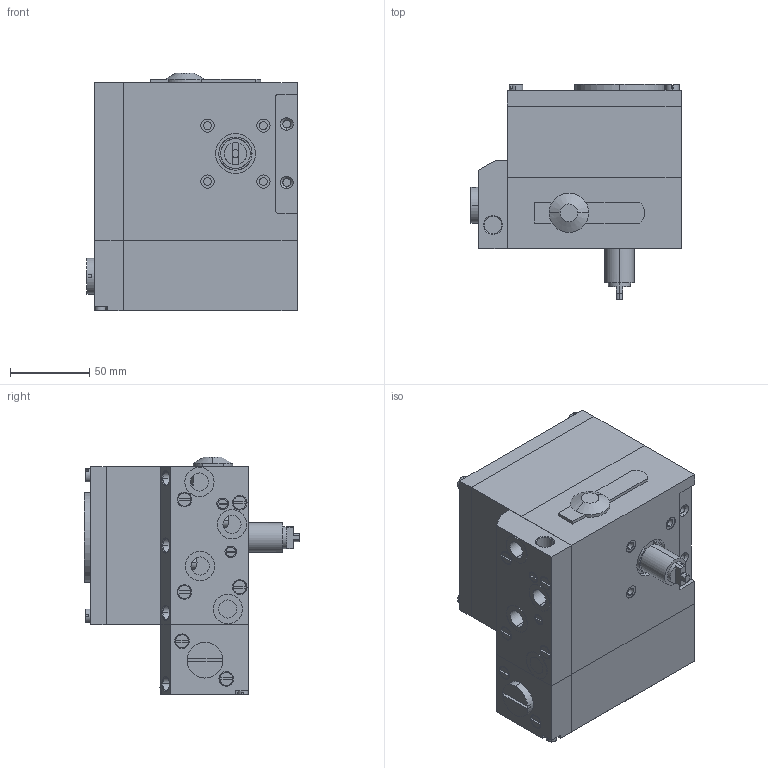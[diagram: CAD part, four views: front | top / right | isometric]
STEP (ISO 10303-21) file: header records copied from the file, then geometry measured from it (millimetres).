
FILE_DESCRIPTION (( 'STEP AP214' ), '1' );
FILE_NAME ('EP5+F5 utan manometrar_140926.STEP', '2014-09-29T14:02:31', ( '' ), ( '' ), 'SwSTEP 2.0', 'SolidWorks 2014', '' );
FILE_SCHEMA (( 'AUTOMOTIVE_DESIGN' ));
Length unit declared in the file: millimetre
Products named in the file (1): EP5+F5 utan manometrar_140926
Bounding box: 133 x 136.4 x 150.6 mm (x, y, z)
Volume: 1494801.5 mm3; surface area: 197563.5 mm2
Topology: 14 solids, 14 shells, 432 faces, 1007 edges, 660 vertices
Faces by surface type: plane 267, cylinder 143, cone 22
Entity records: 12708 total; most frequent: CARTESIAN_POINT 2279, DIRECTION 2226, ORIENTED_EDGE 2014, EDGE_CURVE 1007, AXIS2_PLACEMENT_3D 811, VERTEX_POINT 660, VECTOR 604, LINE 604
